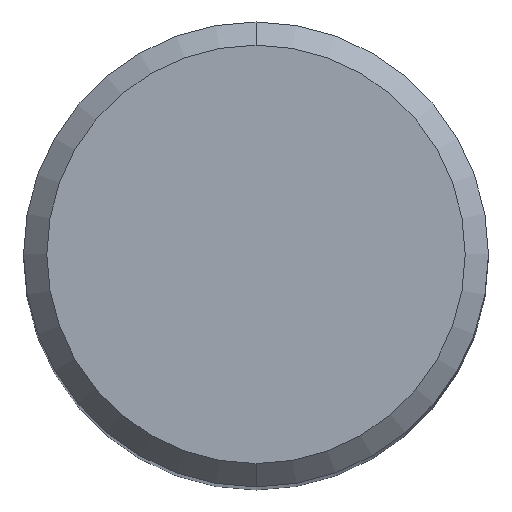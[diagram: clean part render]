
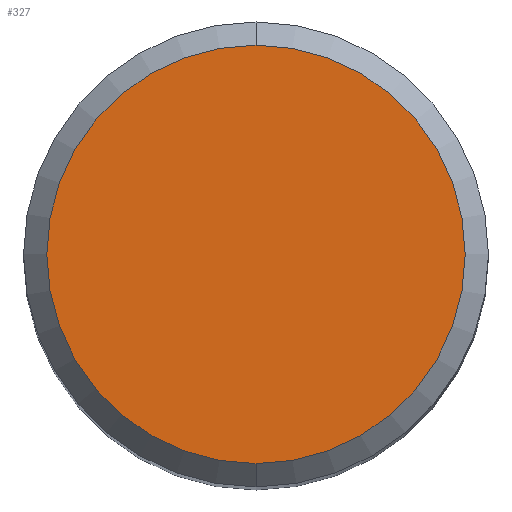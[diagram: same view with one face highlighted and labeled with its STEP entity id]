
A CAD part, top view. The second image highlights one B-rep face of the part: STEP entity #327.
In plain terms, the highlighted planar face has unit normal (0, 0, 1).
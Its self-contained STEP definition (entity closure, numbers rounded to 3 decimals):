
#271=VERTEX_POINT('',#577);
#327=ADVANCED_FACE('',(#636),#637,.T.);
#367=EDGE_CURVE('',#371,#271,#679,.T.);
#371=VERTEX_POINT('',#683);
#391=EDGE_CURVE('',#271,#371,#706,.T.);
#577=CARTESIAN_POINT('',(0.,-4.5,0.0));
#636=FACE_OUTER_BOUND('',#1135,.T.);
#637=PLANE('',#1136);
#679=CIRCLE('',#1248,4.5);
#683=CARTESIAN_POINT('',(0.0,4.5,0.0));
#706=CIRCLE('',#1311,4.5);
#1135=EDGE_LOOP('',(#1626,#1627));
#1136=AXIS2_PLACEMENT_3D('',#1628,#1629,#1630);
#1248=AXIS2_PLACEMENT_3D('',#1661,#1662,#1663);
#1311=AXIS2_PLACEMENT_3D('',#1691,#1692,#1693);
#1626=ORIENTED_EDGE('',*,*,#367,.F.);
#1627=ORIENTED_EDGE('',*,*,#391,.F.);
#1628=CARTESIAN_POINT('',(0.0,2.25,0.0));
#1629=DIRECTION('',(-0.0,0.0,1.0));
#1630=DIRECTION('',(0.0,-1.0,0.0));
#1661=CARTESIAN_POINT('',(0.0,0.0,0.0));
#1662=DIRECTION('',(0.0,0.0,-1.0));
#1663=DIRECTION('',(0.0,1.0,0.0));
#1691=CARTESIAN_POINT('',(0.0,0.0,0.0));
#1692=DIRECTION('',(0.0,0.0,-1.0));
#1693=DIRECTION('',(0.0,1.0,0.0));
